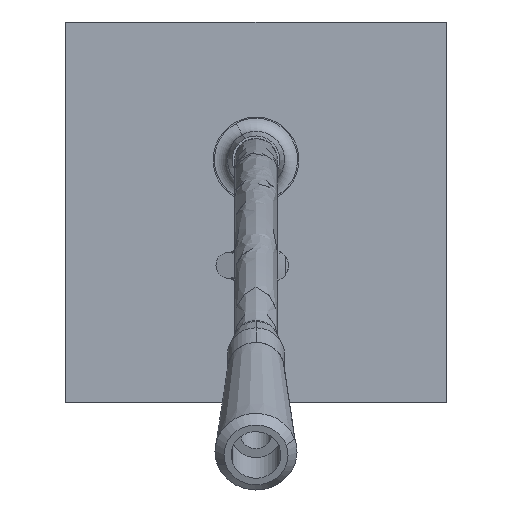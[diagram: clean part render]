
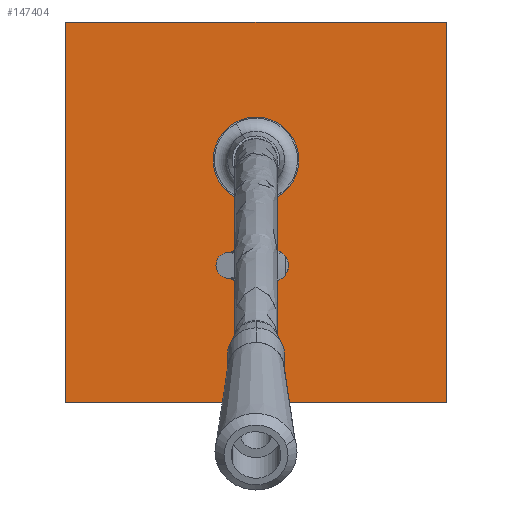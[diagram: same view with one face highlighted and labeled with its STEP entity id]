
A CAD part, top view. The second image highlights one B-rep face of the part: STEP entity #147404.
In plain terms, the highlighted planar face has unit normal (0, 0, 1).
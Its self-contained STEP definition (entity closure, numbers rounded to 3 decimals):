
#147372=AXIS2_PLACEMENT_3D('Plane Axis2P3D',#147369,#147370,#147371) ;
#147382=AXIS2_PLACEMENT_3D('Circle Axis2P3D',#147380,#147381,$) ;
#147391=AXIS2_PLACEMENT_3D('Circle Axis2P3D',#147389,#147390,$) ;
#145376=CARTESIAN_POINT('Line Origine',(13.378,5.139,7.445)) ;
#145380=CARTESIAN_POINT('Vertex',(13.378,45.139,7.445)) ;
#145382=CARTESIAN_POINT('Vertex',(13.378,-34.861,7.445)) ;
#145443=CARTESIAN_POINT('Vertex',(-66.622,45.139,7.445)) ;
#145446=CARTESIAN_POINT('Line Origine',(-26.622,45.139,7.445)) ;
#145479=CARTESIAN_POINT('Line Origine',(-66.622,5.139,7.445)) ;
#145483=CARTESIAN_POINT('Vertex',(-66.622,-34.861,7.445)) ;
#145510=CARTESIAN_POINT('Line Origine',(-26.622,-34.861,7.445)) ;
#147124=CARTESIAN_POINT('Line Origine',(-26.622,-9.442,7.445)) ;
#147128=CARTESIAN_POINT('Vertex',(-30.122,-9.442,7.445)) ;
#147130=CARTESIAN_POINT('Vertex',(-23.122,-9.442,7.445)) ;
#147176=CARTESIAN_POINT('Vertex',(-23.122,-2.742,7.445)) ;
#147193=CARTESIAN_POINT('Control Point',(-23.122,-2.742,7.445)) ;
#147194=CARTESIAN_POINT('Control Point',(-22.038,-2.742,7.445)) ;
#147195=CARTESIAN_POINT('Control Point',(-20.954,-3.179,7.445)) ;
#147196=CARTESIAN_POINT('Control Point',(-20.112,-4.063,7.445)) ;
#147197=CARTESIAN_POINT('Control Point',(-19.361,-6.206,7.445)) ;
#147198=CARTESIAN_POINT('Control Point',(-20.26,-8.271,7.445)) ;
#147199=CARTESIAN_POINT('Control Point',(-21.08,-9.054,7.445)) ;
#147200=CARTESIAN_POINT('Control Point',(-22.102,-9.442,7.445)) ;
#147201=CARTESIAN_POINT('Control Point',(-23.122,-9.442,7.445)) ;
#147222=CARTESIAN_POINT('Control Point',(-30.122,-2.742,7.445)) ;
#147223=CARTESIAN_POINT('Control Point',(-31.208,-2.743,7.445)) ;
#147224=CARTESIAN_POINT('Control Point',(-32.295,-3.177,7.445)) ;
#147225=CARTESIAN_POINT('Control Point',(-33.136,-4.068,7.445)) ;
#147226=CARTESIAN_POINT('Control Point',(-33.885,-6.212,7.445)) ;
#147227=CARTESIAN_POINT('Control Point',(-32.979,-8.274,7.445)) ;
#147228=CARTESIAN_POINT('Control Point',(-32.162,-9.058,7.445)) ;
#147229=CARTESIAN_POINT('Control Point',(-31.141,-9.441,7.445)) ;
#147230=CARTESIAN_POINT('Control Point',(-30.122,-9.442,7.445)) ;
#147231=CARTESIAN_POINT('Vertex',(-30.122,-2.742,7.445)) ;
#147264=CARTESIAN_POINT('Line Origine',(-26.622,-2.742,7.445)) ;
#147369=CARTESIAN_POINT('Axis2P3D Location',(13.378,45.139,7.445)) ;
#147380=CARTESIAN_POINT('Axis2P3D Location',(-26.622,16.139,7.445)) ;
#147384=CARTESIAN_POINT('Vertex',(-26.622,25.139,7.445)) ;
#147386=CARTESIAN_POINT('Vertex',(-26.622,7.139,7.445)) ;
#147389=CARTESIAN_POINT('Axis2P3D Location',(-26.622,16.139,7.445)) ;
#145377=DIRECTION('Vector Direction',(0.,-1.,0.)) ;
#145447=DIRECTION('Vector Direction',(1.,0.,0.)) ;
#145480=DIRECTION('Vector Direction',(0.,1.,0.)) ;
#145511=DIRECTION('Vector Direction',(-1.,0.,0.)) ;
#147125=DIRECTION('Vector Direction',(1.,0.,0.)) ;
#147265=DIRECTION('Vector Direction',(-1.,0.,0.)) ;
#147370=DIRECTION('Axis2P3D Direction',(0.,0.,1.)) ;
#147371=DIRECTION('Axis2P3D XDirection',(-1.,0.,0.)) ;
#147381=DIRECTION('Axis2P3D Direction',(0.,0.,1.)) ;
#147390=DIRECTION('Axis2P3D Direction',(0.,0.,1.)) ;
#145378=VECTOR('Line Direction',#145377,1.) ;
#145448=VECTOR('Line Direction',#145447,1.) ;
#145481=VECTOR('Line Direction',#145480,1.) ;
#145512=VECTOR('Line Direction',#145511,1.) ;
#147126=VECTOR('Line Direction',#147125,1.) ;
#147266=VECTOR('Line Direction',#147265,1.) ;
#147375=ORIENTED_EDGE('',*,*,#145384,.F.) ;
#147376=ORIENTED_EDGE('',*,*,#145450,.F.) ;
#147377=ORIENTED_EDGE('',*,*,#145485,.F.) ;
#147378=ORIENTED_EDGE('',*,*,#145514,.F.) ;
#147395=ORIENTED_EDGE('',*,*,#147388,.F.) ;
#147396=ORIENTED_EDGE('',*,*,#147393,.F.) ;
#147399=ORIENTED_EDGE('',*,*,#147233,.F.) ;
#147400=ORIENTED_EDGE('',*,*,#147268,.F.) ;
#147401=ORIENTED_EDGE('',*,*,#147202,.T.) ;
#147402=ORIENTED_EDGE('',*,*,#147132,.F.) ;
#147397=FACE_BOUND('',#147394,.T.) ;
#147403=FACE_BOUND('',#147398,.T.) ;
#147404=ADVANCED_FACE('NAUO9\\Enl\X2\00E8\X0\v. mat.-Extru.6',(#147379,#147397,#147403),#147373,.T.) ;
#147192=B_SPLINE_CURVE_WITH_KNOTS('',5,(#147193,#147194,#147195,#147196,#147197,#147198,#147199,#147200,#147201),.UNSPECIFIED.,.F.,.U.,(6,3,6),(0.,7.873,15.287),.UNSPECIFIED.) ;
#147221=B_SPLINE_CURVE_WITH_KNOTS('',5,(#147222,#147223,#147224,#147225,#147226,#147227,#147228,#147229,#147230),.UNSPECIFIED.,.F.,.U.,(6,3,6),(0.,7.727,14.98),.UNSPECIFIED.) ;
#147383=CIRCLE('generated circle',#147382,9.) ;
#147392=CIRCLE('generated circle',#147391,9.) ;
#145384=EDGE_CURVE('',#145381,#145383,#145379,.T.) ;
#145450=EDGE_CURVE('',#145444,#145381,#145449,.T.) ;
#145485=EDGE_CURVE('',#145484,#145444,#145482,.T.) ;
#145514=EDGE_CURVE('',#145383,#145484,#145513,.T.) ;
#147132=EDGE_CURVE('',#147129,#147131,#147127,.T.) ;
#147202=EDGE_CURVE('',#147177,#147131,#147192,.T.) ;
#147233=EDGE_CURVE('',#147232,#147129,#147221,.T.) ;
#147268=EDGE_CURVE('',#147177,#147232,#147267,.T.) ;
#147388=EDGE_CURVE('',#147385,#147387,#147383,.T.) ;
#147393=EDGE_CURVE('',#147387,#147385,#147392,.T.) ;
#147374=EDGE_LOOP('',(#147375,#147376,#147377,#147378)) ;
#147394=EDGE_LOOP('',(#147395,#147396)) ;
#147398=EDGE_LOOP('',(#147399,#147400,#147401,#147402)) ;
#147379=FACE_OUTER_BOUND('',#147374,.T.) ;
#145379=LINE('Line',#145376,#145378) ;
#145449=LINE('Line',#145446,#145448) ;
#145482=LINE('Line',#145479,#145481) ;
#145513=LINE('Line',#145510,#145512) ;
#147127=LINE('Line',#147124,#147126) ;
#147267=LINE('Line',#147264,#147266) ;
#147373=PLANE('',#147372) ;
#145381=VERTEX_POINT('',#145380) ;
#145383=VERTEX_POINT('',#145382) ;
#145444=VERTEX_POINT('',#145443) ;
#145484=VERTEX_POINT('',#145483) ;
#147129=VERTEX_POINT('',#147128) ;
#147131=VERTEX_POINT('',#147130) ;
#147177=VERTEX_POINT('',#147176) ;
#147232=VERTEX_POINT('',#147231) ;
#147385=VERTEX_POINT('',#147384) ;
#147387=VERTEX_POINT('',#147386) ;
